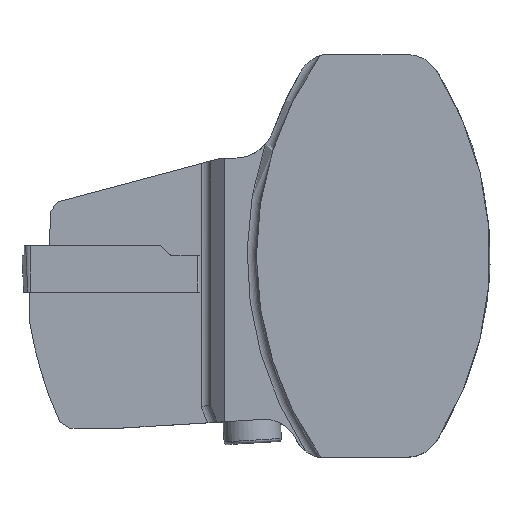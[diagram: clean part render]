
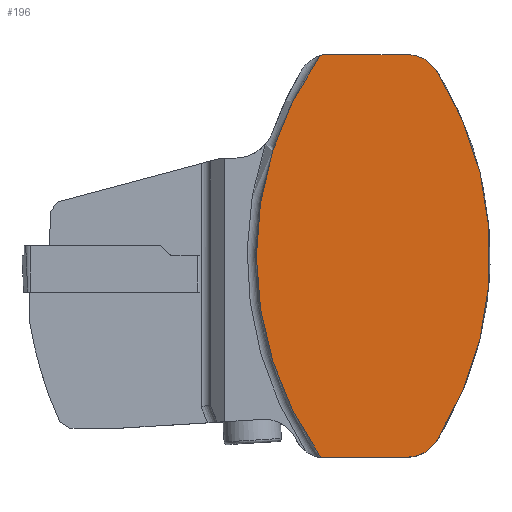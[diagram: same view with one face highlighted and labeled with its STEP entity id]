
A CAD part, top view. The second image highlights one B-rep face of the part: STEP entity #196.
In plain terms, the highlighted planar face has unit normal (0, 0, 1).
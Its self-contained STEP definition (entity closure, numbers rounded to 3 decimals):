
#196=ADVANCED_FACE('',(#329),#260,.T.);
#260=PLANE('',#1759);
#329=FACE_OUTER_BOUND('',#407,.T.);
#407=EDGE_LOOP('',(#744,#745,#746,#747,#748,#749,#750));
#463=CIRCLE('',#1688,60.25);
#465=CIRCLE('',#1691,60.25);
#468=CIRCLE('',#1696,6.5);
#470=CIRCLE('',#1699,6.);
#472=CIRCLE('',#1702,6.);
#744=ORIENTED_EDGE('',*,*,#1106,.F.);
#745=ORIENTED_EDGE('',*,*,#1128,.F.);
#746=ORIENTED_EDGE('',*,*,#1118,.T.);
#747=ORIENTED_EDGE('',*,*,#1130,.F.);
#748=ORIENTED_EDGE('',*,*,#1111,.T.);
#749=ORIENTED_EDGE('',*,*,#1124,.T.);
#750=ORIENTED_EDGE('',*,*,#1115,.F.);
#962=VERTEX_POINT('',#2352);
#963=VERTEX_POINT('',#2354);
#967=VERTEX_POINT('',#2376);
#968=VERTEX_POINT('',#2377);
#971=VERTEX_POINT('',#2385);
#973=VERTEX_POINT('',#2391);
#974=VERTEX_POINT('',#2392);
#1106=EDGE_CURVE('',#962,#963,#1322,.T.);
#1111=EDGE_CURVE('',#967,#968,#1326,.T.);
#1115=EDGE_CURVE('',#963,#971,#463,.T.);
#1118=EDGE_CURVE('',#973,#974,#465,.T.);
#1124=EDGE_CURVE('',#968,#971,#468,.T.);
#1128=EDGE_CURVE('',#973,#962,#470,.T.);
#1130=EDGE_CURVE('',#967,#974,#472,.T.);
#1322=LINE('',#2353,#1465);
#1326=LINE('',#2375,#1469);
#1465=VECTOR('',#1862,1.);
#1469=VECTOR('',#1868,1.);
#1688=AXIS2_PLACEMENT_3D('',#2384,#1874,#1875);
#1691=AXIS2_PLACEMENT_3D('',#2390,#1881,#1882);
#1696=AXIS2_PLACEMENT_3D('',#2403,#1893,#1894);
#1699=AXIS2_PLACEMENT_3D('',#2428,#1900,#1901);
#1702=AXIS2_PLACEMENT_3D('',#2431,#1906,#1907);
#1759=AXIS2_PLACEMENT_3D('',#2629,#2075,#2076);
#1862=DIRECTION('',(-1.,0.,0.));
#1868=DIRECTION('',(-1.,0.,0.));
#1874=DIRECTION('',(0.,0.,-1.));
#1875=DIRECTION('',(1.,0.,0.));
#1881=DIRECTION('',(0.,0.,1.));
#1882=DIRECTION('',(1.,0.,0.));
#1893=DIRECTION('',(0.,0.,1.));
#1894=DIRECTION('',(1.,0.,0.));
#1900=DIRECTION('',(0.,0.,-1.));
#1901=DIRECTION('',(1.,0.,0.));
#1906=DIRECTION('',(0.,0.,-1.));
#1907=DIRECTION('',(1.,0.,0.));
#2075=DIRECTION('',(0.,0.,1.));
#2076=DIRECTION('',(1.,0.,0.));
#2352=CARTESIAN_POINT('',(5.998,-35.,0.));
#2353=CARTESIAN_POINT('',(20.4,-35.,0.));
#2354=CARTESIAN_POINT('',(-9.041,-35.,0.));
#2375=CARTESIAN_POINT('',(20.4,35.,0.));
#2376=CARTESIAN_POINT('',(5.998,35.,0.));
#2377=CARTESIAN_POINT('',(-8.6,35.,0.));
#2384=CARTESIAN_POINT('',(40.,0.,0.));
#2385=CARTESIAN_POINT('',(-9.163,34.83,0.));
#2390=CARTESIAN_POINT('',(-39.85,0.,0.));
#2391=CARTESIAN_POINT('',(11.069,-32.207,0.));
#2392=CARTESIAN_POINT('',(11.069,32.207,0.));
#2403=CARTESIAN_POINT('',(-7.,28.7,0.));
#2428=CARTESIAN_POINT('',(5.998,-29.,0.));
#2431=CARTESIAN_POINT('',(5.998,29.,0.));
#2629=CARTESIAN_POINT('',(0.,0.,0.));
